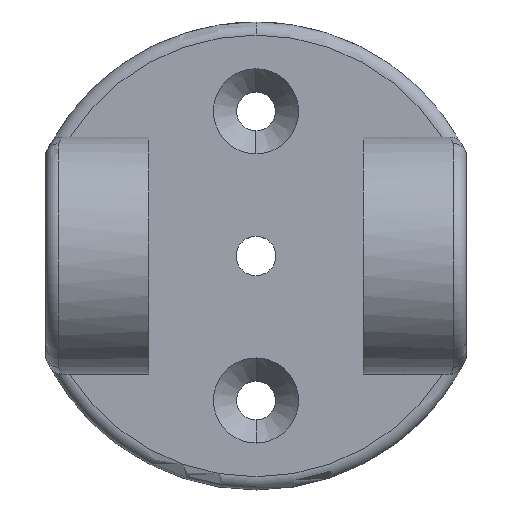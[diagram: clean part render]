
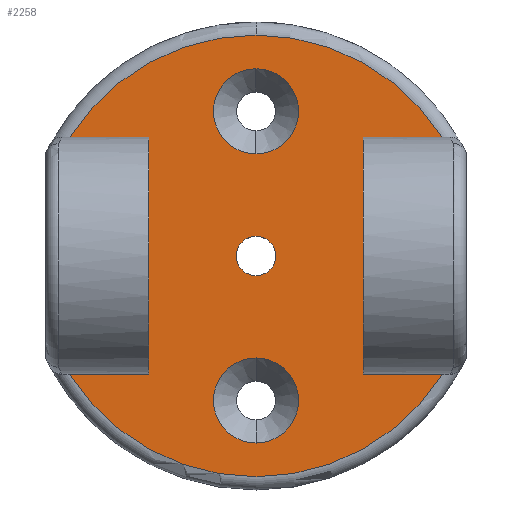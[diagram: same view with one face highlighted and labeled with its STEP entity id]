
A CAD part, top view. The second image highlights one B-rep face of the part: STEP entity #2258.
In plain terms, the highlighted face is planar.
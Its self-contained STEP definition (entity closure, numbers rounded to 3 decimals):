
#3 = EDGE_CURVE ( 'NONE', #1616, #525, #1806, .T. ) ;
#6 = CARTESIAN_POINT ( 'NONE',  ( -8.175, -16.352, 9. ) ) ;
#27 = CARTESIAN_POINT ( 'NONE',  ( 16., -16.352, 9. ) ) ;
#58 = AXIS2_PLACEMENT_3D ( 'NONE', #1108, #1904, #2108 ) ;
#64 = CARTESIAN_POINT ( 'NONE',  ( 8.175, -16.352, 9. ) ) ;
#67 = CIRCLE ( 'NONE', #2276, 3.239 ) ;
#86 = CARTESIAN_POINT ( 'NONE',  ( 0., -16.352, 11. ) ) ;
#99 = VECTOR ( 'NONE', #2018, 1000. ) ;
#113 = ORIENTED_EDGE ( 'NONE', *, *, #133, .T. ) ;
#127 = FACE_BOUND ( 'NONE', #191, .T. ) ;
#133 = EDGE_CURVE ( 'NONE', #2017, #525, #759, .T. ) ;
#136 = AXIS2_PLACEMENT_3D ( 'NONE', #534, #1812, #724 ) ;
#183 = CARTESIAN_POINT ( 'NONE',  ( 0., -16.352, -14.238 ) ) ;
#191 = EDGE_LOOP ( 'NONE', ( #1557, #1222 ) ) ;
#201 = ORIENTED_EDGE ( 'NONE', *, *, #1215, .T. ) ;
#218 = ORIENTED_EDGE ( 'NONE', *, *, #2248, .F. ) ;
#244 = CIRCLE ( 'NONE', #507, 16.8 ) ;
#282 = DIRECTION ( 'NONE',  ( 0., 0., 1. ) ) ;
#314 = CIRCLE ( 'NONE', #136, 16.8 ) ;
#332 = ORIENTED_EDGE ( 'NONE', *, *, #869, .F. ) ;
#349 = CARTESIAN_POINT ( 'NONE',  ( 0., -16.352, 0. ) ) ;
#357 = ORIENTED_EDGE ( 'NONE', *, *, #3, .F. ) ;
#417 = DIRECTION ( 'NONE',  ( 0., 1., 0. ) ) ;
#493 = CARTESIAN_POINT ( 'NONE',  ( 0., -16.352, -1.5 ) ) ;
#494 = CIRCLE ( 'NONE', #58, 3.239 ) ;
#507 = AXIS2_PLACEMENT_3D ( 'NONE', #546, #1827, #742 ) ;
#509 = ORIENTED_EDGE ( 'NONE', *, *, #2179, .T. ) ;
#511 = CARTESIAN_POINT ( 'NONE',  ( 16., -16.352, -9. ) ) ;
#525 = VERTEX_POINT ( 'NONE', #909 ) ;
#534 = CARTESIAN_POINT ( 'NONE',  ( 0., -16.352, 0. ) ) ;
#546 = CARTESIAN_POINT ( 'NONE',  ( 0., -16.352, 0. ) ) ;
#554 = DIRECTION ( 'NONE',  ( -1., 0., 0. ) ) ;
#556 = CIRCLE ( 'NONE', #825, 1.5 ) ;
#578 = DIRECTION ( 'NONE',  ( 0., -1., 0. ) ) ;
#593 = CARTESIAN_POINT ( 'NONE',  ( 14.186, -16.352, -9. ) ) ;
#595 = CARTESIAN_POINT ( 'NONE',  ( 0., -16.352, 14.239 ) ) ;
#618 = LINE ( 'NONE', #683, #2047 ) ;
#683 = CARTESIAN_POINT ( 'NONE',  ( 16., -16.352, -9. ) ) ;
#690 = ORIENTED_EDGE ( 'NONE', *, *, #2283, .T. ) ;
#692 = VERTEX_POINT ( 'NONE', #985 ) ;
#715 = VERTEX_POINT ( 'NONE', #1531 ) ;
#724 = DIRECTION ( 'NONE',  ( 0., 0., -1. ) ) ;
#737 = DIRECTION ( 'NONE',  ( 0., 0., -1. ) ) ;
#742 = DIRECTION ( 'NONE',  ( 0., 0., -1. ) ) ;
#759 = CIRCLE ( 'NONE', #1680, 16.8 ) ;
#780 = VERTEX_POINT ( 'NONE', #64 ) ;
#783 = CARTESIAN_POINT ( 'NONE',  ( 0., -16.352, -11. ) ) ;
#810 = CARTESIAN_POINT ( 'NONE',  ( -14.186, -16.352, 9. ) ) ;
#825 = AXIS2_PLACEMENT_3D ( 'NONE', #1515, #417, #1688 ) ;
#832 = CARTESIAN_POINT ( 'NONE',  ( 16., -16.352, 9. ) ) ;
#843 = DIRECTION ( 'NONE',  ( 0., 0., -1. ) ) ;
#863 = EDGE_LOOP ( 'NONE', ( #332, #2163 ) ) ;
#869 = EDGE_CURVE ( 'NONE', #1840, #1248, #494, .T. ) ;
#873 = DIRECTION ( 'NONE',  ( -1., 0., 0. ) ) ;
#908 = CARTESIAN_POINT ( 'NONE',  ( 0., -16.352, 11. ) ) ;
#909 = CARTESIAN_POINT ( 'NONE',  ( -14.186, -16.352, -9. ) ) ;
#919 = CARTESIAN_POINT ( 'NONE',  ( -8.175, -16.352, -9. ) ) ;
#950 = PLANE ( 'NONE',  #1450 ) ;
#967 = AXIS2_PLACEMENT_3D ( 'NONE', #86, #1390, #282 ) ;
#970 = CIRCLE ( 'NONE', #1742, 3.239 ) ;
#972 = DIRECTION ( 'NONE',  ( 0., 0., 1. ) ) ;
#985 = CARTESIAN_POINT ( 'NONE',  ( 8.175, -16.352, -9. ) ) ;
#1018 = VERTEX_POINT ( 'NONE', #595 ) ;
#1025 = EDGE_CURVE ( 'NONE', #1778, #780, #1832, .T. ) ;
#1048 = VERTEX_POINT ( 'NONE', #493 ) ;
#1063 = FACE_OUTER_BOUND ( 'NONE', #1361, .T. ) ;
#1092 = LINE ( 'NONE', #27, #99 ) ;
#1097 = DIRECTION ( 'NONE',  ( 0., 0., 1. ) ) ;
#1107 = VERTEX_POINT ( 'NONE', #1945 ) ;
#1108 = CARTESIAN_POINT ( 'NONE',  ( 0., -16.352, -11. ) ) ;
#1137 = EDGE_CURVE ( 'NONE', #715, #1048, #1761, .T. ) ;
#1168 = EDGE_CURVE ( 'NONE', #1326, #2017, #314, .T. ) ;
#1179 = DIRECTION ( 'NONE',  ( 0., 1., 0. ) ) ;
#1215 = EDGE_CURVE ( 'NONE', #1392, #1778, #244, .T. ) ;
#1222 = ORIENTED_EDGE ( 'NONE', *, *, #1417, .F. ) ;
#1248 = VERTEX_POINT ( 'NONE', #183 ) ;
#1254 = ORIENTED_EDGE ( 'NONE', *, *, #2010, .F. ) ;
#1268 = ORIENTED_EDGE ( 'NONE', *, *, #1137, .F. ) ;
#1320 = EDGE_CURVE ( 'NONE', #1248, #1840, #970, .T. ) ;
#1326 = VERTEX_POINT ( 'NONE', #593 ) ;
#1348 = VECTOR ( 'NONE', #1476, 1000. ) ;
#1361 = EDGE_LOOP ( 'NONE', ( #1254, #1543, #113, #357, #218, #690, #201, #2052, #509 ) ) ;
#1370 = CARTESIAN_POINT ( 'NONE',  ( 0., -16.352, -7.761 ) ) ;
#1390 = DIRECTION ( 'NONE',  ( 0., 1., 0. ) ) ;
#1392 = VERTEX_POINT ( 'NONE', #810 ) ;
#1417 = EDGE_CURVE ( 'NONE', #1107, #1018, #2196, .T. ) ;
#1438 = LINE ( 'NONE', #1815, #1636 ) ;
#1450 = AXIS2_PLACEMENT_3D ( 'NONE', #1509, #578, #1850 ) ;
#1476 = DIRECTION ( 'NONE',  ( -1., 0., 0. ) ) ;
#1478 = DIRECTION ( 'NONE',  ( 0., 0., 1. ) ) ;
#1493 = VECTOR ( 'NONE', #2178, 1000. ) ;
#1509 = CARTESIAN_POINT ( 'NONE',  ( 0., -16.352, 0. ) ) ;
#1515 = CARTESIAN_POINT ( 'NONE',  ( 0., -16.352, 0. ) ) ;
#1531 = CARTESIAN_POINT ( 'NONE',  ( 0., -16.352, 1.5 ) ) ;
#1543 = ORIENTED_EDGE ( 'NONE', *, *, #1168, .T. ) ;
#1557 = ORIENTED_EDGE ( 'NONE', *, *, #2104, .F. ) ;
#1616 = VERTEX_POINT ( 'NONE', #919 ) ;
#1627 = DIRECTION ( 'NONE',  ( 0., 1., 0. ) ) ;
#1636 = VECTOR ( 'NONE', #737, 1000. ) ;
#1680 = AXIS2_PLACEMENT_3D ( 'NONE', #1843, #1179, #843 ) ;
#1688 = DIRECTION ( 'NONE',  ( 0., 0., 1. ) ) ;
#1742 = AXIS2_PLACEMENT_3D ( 'NONE', #783, #2028, #972 ) ;
#1753 = ORIENTED_EDGE ( 'NONE', *, *, #2273, .F. ) ;
#1761 = CIRCLE ( 'NONE', #2117, 1.5 ) ;
#1778 = VERTEX_POINT ( 'NONE', #2033 ) ;
#1806 = LINE ( 'NONE', #511, #1348 ) ;
#1812 = DIRECTION ( 'NONE',  ( 0., 1., 0. ) ) ;
#1815 = CARTESIAN_POINT ( 'NONE',  ( 8.175, -16.352, 9. ) ) ;
#1827 = DIRECTION ( 'NONE',  ( 0., 1., 0. ) ) ;
#1832 = LINE ( 'NONE', #832, #2171 ) ;
#1840 = VERTEX_POINT ( 'NONE', #1370 ) ;
#1843 = CARTESIAN_POINT ( 'NONE',  ( 0., -16.352, 0. ) ) ;
#1850 = DIRECTION ( 'NONE',  ( 0., 0., -1. ) ) ;
#1895 = FACE_BOUND ( 'NONE', #863, .T. ) ;
#1904 = DIRECTION ( 'NONE',  ( 0., 1., 0. ) ) ;
#1930 = CARTESIAN_POINT ( 'NONE',  ( -8.175, -16.352, 9. ) ) ;
#1942 = VERTEX_POINT ( 'NONE', #1930 ) ;
#1945 = CARTESIAN_POINT ( 'NONE',  ( 0., -16.352, 7.762 ) ) ;
#1949 = LINE ( 'NONE', #6, #1493 ) ;
#2010 = EDGE_CURVE ( 'NONE', #1326, #692, #618, .T. ) ;
#2017 = VERTEX_POINT ( 'NONE', #2264 ) ;
#2018 = DIRECTION ( 'NONE',  ( -1., 0., 0. ) ) ;
#2028 = DIRECTION ( 'NONE',  ( 0., 1., 0. ) ) ;
#2033 = CARTESIAN_POINT ( 'NONE',  ( 14.186, -16.352, 9. ) ) ;
#2047 = VECTOR ( 'NONE', #873, 1000. ) ;
#2052 = ORIENTED_EDGE ( 'NONE', *, *, #1025, .T. ) ;
#2104 = EDGE_CURVE ( 'NONE', #1018, #1107, #67, .T. ) ;
#2108 = DIRECTION ( 'NONE',  ( 0., 0., 1. ) ) ;
#2111 = EDGE_LOOP ( 'NONE', ( #1268, #1753 ) ) ;
#2117 = AXIS2_PLACEMENT_3D ( 'NONE', #349, #1627, #1478 ) ;
#2141 = DIRECTION ( 'NONE',  ( 0., 1., 0. ) ) ;
#2163 = ORIENTED_EDGE ( 'NONE', *, *, #1320, .F. ) ;
#2171 = VECTOR ( 'NONE', #554, 1000. ) ;
#2178 = DIRECTION ( 'NONE',  ( 0., 0., -1. ) ) ;
#2179 = EDGE_CURVE ( 'NONE', #780, #692, #1438, .T. ) ;
#2196 = CIRCLE ( 'NONE', #967, 3.239 ) ;
#2248 = EDGE_CURVE ( 'NONE', #1942, #1616, #1949, .T. ) ;
#2258 = ADVANCED_FACE ( 'NONE', ( #1895, #127, #1063, #2277 ), #950, .F. ) ;
#2264 = CARTESIAN_POINT ( 'NONE',  ( 0., -16.352, -16.8 ) ) ;
#2273 = EDGE_CURVE ( 'NONE', #1048, #715, #556, .T. ) ;
#2276 = AXIS2_PLACEMENT_3D ( 'NONE', #908, #2141, #1097 ) ;
#2277 = FACE_BOUND ( 'NONE', #2111, .T. ) ;
#2283 = EDGE_CURVE ( 'NONE', #1942, #1392, #1092, .T. ) ;
